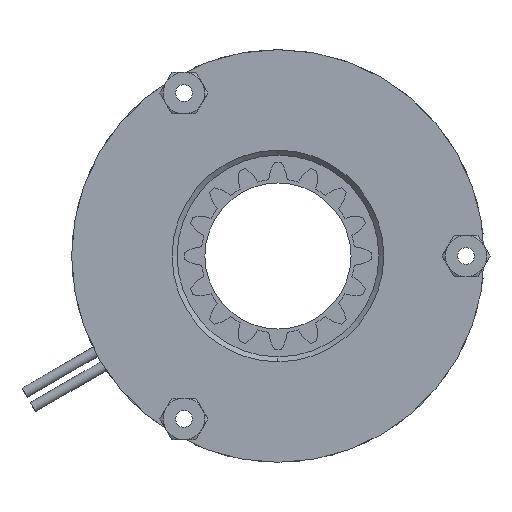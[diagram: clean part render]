
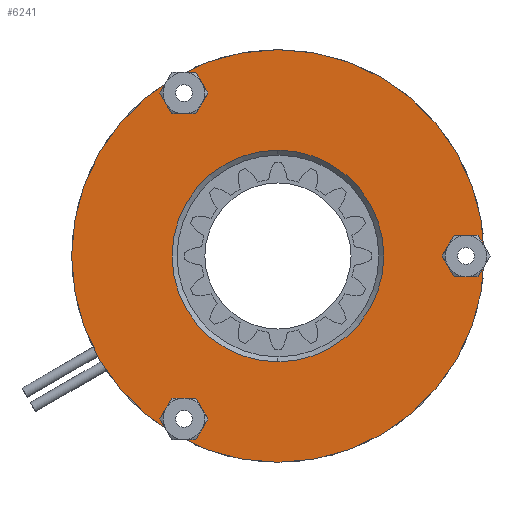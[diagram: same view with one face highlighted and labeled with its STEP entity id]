
A CAD part, left-side view. The second image highlights one B-rep face of the part: STEP entity #6241.
In plain terms, the highlighted planar face has unit normal (-1, 0, 0).
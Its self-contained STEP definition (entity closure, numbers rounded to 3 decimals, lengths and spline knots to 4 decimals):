
#138 = DIRECTION ( 'NONE',  ( 0., 0., -1. ) ) ;
#872 = EDGE_CURVE ( 'NONE', #21946, #26874, #26425, .T. ) ;
#2394 = DIRECTION ( 'NONE',  ( 1., 0., 0. ) ) ;
#2455 = CARTESIAN_POINT ( 'NONE',  ( -0.8355, 1.1325, -1.8003 ) ) ;
#3142 = CIRCLE ( 'NONE', #14332, 0.1612 ) ;
#3648 = EDGE_CURVE ( 'NONE', #26874, #21946, #23508, .T. ) ;
#3997 = CARTESIAN_POINT ( 'NONE',  ( -0.8355, 0., 0. ) ) ;
#5053 = FACE_BOUND ( 'NONE', #5285, .T. ) ;
#5285 = EDGE_LOOP ( 'NONE', ( #45747, #41847 ) ) ;
#5595 = ORIENTED_EDGE ( 'NONE', *, *, #17290, .F. ) ;
#5613 = CARTESIAN_POINT ( 'NONE',  ( -0.8355, 1.1325, -1.9615 ) ) ;
#6241 = ADVANCED_FACE ( 'NONE', ( #5053, #14542, #33581, #41965, #32449 ), #38028, .F. ) ;
#6386 = VERTEX_POINT ( 'NONE', #28009 ) ;
#7472 = VERTEX_POINT ( 'NONE', #20324 ) ;
#7569 = DIRECTION ( 'NONE',  ( 0., 0., -1. ) ) ;
#7579 = EDGE_CURVE ( 'NONE', #8935, #6386, #37416, .T. ) ;
#7600 = EDGE_LOOP ( 'NONE', ( #40636, #33627 ) ) ;
#7607 = EDGE_CURVE ( 'NONE', #8028, #7472, #20638, .T. ) ;
#7939 = CIRCLE ( 'NONE', #38319, 1.275 ) ;
#8028 = VERTEX_POINT ( 'NONE', #29021 ) ;
#8935 = VERTEX_POINT ( 'NONE', #2455 ) ;
#9178 = DIRECTION ( 'NONE',  ( 0., -0.866, -0.5 ) ) ;
#9783 = CARTESIAN_POINT ( 'NONE',  ( -0.8355, 0., 2.485 ) ) ;
#10014 = AXIS2_PLACEMENT_3D ( 'NONE', #10790, #35828, #14390 ) ;
#10375 = VERTEX_POINT ( 'NONE', #23184 ) ;
#10790 = CARTESIAN_POINT ( 'NONE',  ( -0.8355, 0., 0. ) ) ;
#11108 = EDGE_CURVE ( 'NONE', #7472, #8028, #3142, .T. ) ;
#11643 = CARTESIAN_POINT ( 'NONE',  ( -0.8355, -2.265, 0.1612 ) ) ;
#12419 = CIRCLE ( 'NONE', #43942, 0.1612 ) ;
#12944 = DIRECTION ( 'NONE',  ( 1., 0., 0. ) ) ;
#14332 = AXIS2_PLACEMENT_3D ( 'NONE', #34381, #12944, #37960 ) ;
#14390 = DIRECTION ( 'NONE',  ( 0., 0., -1. ) ) ;
#14542 = FACE_BOUND ( 'NONE', #37691, .T. ) ;
#16327 = DIRECTION ( 'NONE',  ( 1., 0., 0. ) ) ;
#16397 = DIRECTION ( 'NONE',  ( 1., 0., 0. ) ) ;
#17290 = EDGE_CURVE ( 'NONE', #10375, #44408, #36278, .T. ) ;
#17671 = ORIENTED_EDGE ( 'NONE', *, *, #41420, .F. ) ;
#18187 = AXIS2_PLACEMENT_3D ( 'NONE', #19982, #45005, #23579 ) ;
#18469 = CIRCLE ( 'NONE', #34358, 0.1613 ) ;
#19004 = DIRECTION ( 'NONE',  ( 1., 0., 0. ) ) ;
#19034 = ORIENTED_EDGE ( 'NONE', *, *, #32796, .T. ) ;
#19057 = CARTESIAN_POINT ( 'NONE',  ( -0.8355, 0., 0. ) ) ;
#19838 = EDGE_CURVE ( 'NONE', #6386, #8935, #18469, .T. ) ;
#19982 = CARTESIAN_POINT ( 'NONE',  ( -0.8355, 1.1325, 1.9615 ) ) ;
#20324 = CARTESIAN_POINT ( 'NONE',  ( -0.8355, 1.1325, 1.8003 ) ) ;
#20461 = ORIENTED_EDGE ( 'NONE', *, *, #19838, .T. ) ;
#20569 = AXIS2_PLACEMENT_3D ( 'NONE', #5613, #30602, #9178 ) ;
#20638 = CIRCLE ( 'NONE', #18187, 0.1612 ) ;
#21541 = DIRECTION ( 'NONE',  ( -1., 0., 0. ) ) ;
#21946 = VERTEX_POINT ( 'NONE', #9783 ) ;
#22652 = DIRECTION ( 'NONE',  ( 0., 0., -1. ) ) ;
#22924 = VERTEX_POINT ( 'NONE', #41455 ) ;
#23184 = CARTESIAN_POINT ( 'NONE',  ( -0.8355, 0., -1.275 ) ) ;
#23508 = CIRCLE ( 'NONE', #45229, 2.485 ) ;
#23579 = DIRECTION ( 'NONE',  ( 0., 0.866, -0.5 ) ) ;
#23813 = CARTESIAN_POINT ( 'NONE',  ( -0.8355, -1.275, 0. ) ) ;
#24037 = EDGE_LOOP ( 'NONE', ( #19034, #42782 ) ) ;
#26425 = CIRCLE ( 'NONE', #32903, 2.485 ) ;
#26874 = VERTEX_POINT ( 'NONE', #39517 ) ;
#27396 = DIRECTION ( 'NONE',  ( 0., 0., 1. ) ) ;
#28009 = CARTESIAN_POINT ( 'NONE',  ( -0.8355, 1.1325, -2.1228 ) ) ;
#28982 = DIRECTION ( 'NONE',  ( -1., 0., 0. ) ) ;
#29021 = CARTESIAN_POINT ( 'NONE',  ( -0.8355, 1.1325, 2.1228 ) ) ;
#30087 = EDGE_LOOP ( 'NONE', ( #5595, #17671 ) ) ;
#30602 = DIRECTION ( 'NONE',  ( 1., 0., 0. ) ) ;
#31127 = EDGE_CURVE ( 'NONE', #22924, #39885, #33699, .T. ) ;
#32449 = FACE_OUTER_BOUND ( 'NONE', #7600, .T. ) ;
#32796 = EDGE_CURVE ( 'NONE', #39885, #22924, #12419, .T. ) ;
#32903 = AXIS2_PLACEMENT_3D ( 'NONE', #19057, #44091, #22652 ) ;
#33581 = FACE_BOUND ( 'NONE', #24037, .T. ) ;
#33627 = ORIENTED_EDGE ( 'NONE', *, *, #872, .T. ) ;
#33699 = CIRCLE ( 'NONE', #36992, 0.1612 ) ;
#34358 = AXIS2_PLACEMENT_3D ( 'NONE', #37744, #16327, #41352 ) ;
#34381 = CARTESIAN_POINT ( 'NONE',  ( -0.8355, 1.1325, 1.9615 ) ) ;
#34383 = ORIENTED_EDGE ( 'NONE', *, *, #7579, .T. ) ;
#34621 = CARTESIAN_POINT ( 'NONE',  ( -0.8355, 0., 1.275 ) ) ;
#35828 = DIRECTION ( 'NONE',  ( -1., 0., 0. ) ) ;
#36278 = CIRCLE ( 'NONE', #10014, 1.275 ) ;
#36992 = AXIS2_PLACEMENT_3D ( 'NONE', #40416, #19004, #44042 ) ;
#37416 = CIRCLE ( 'NONE', #20569, 0.1613 ) ;
#37613 = AXIS2_PLACEMENT_3D ( 'NONE', #23813, #2394, #27396 ) ;
#37691 = EDGE_LOOP ( 'NONE', ( #34383, #20461 ) ) ;
#37744 = CARTESIAN_POINT ( 'NONE',  ( -0.8355, 1.1325, -1.9615 ) ) ;
#37816 = CARTESIAN_POINT ( 'NONE',  ( -0.8355, -2.265, 0. ) ) ;
#37960 = DIRECTION ( 'NONE',  ( 0., 0.866, -0.5 ) ) ;
#38028 = PLANE ( 'NONE',  #37613 ) ;
#38319 = AXIS2_PLACEMENT_3D ( 'NONE', #3997, #28982, #7569 ) ;
#39517 = CARTESIAN_POINT ( 'NONE',  ( -0.8355, 0., -2.485 ) ) ;
#39885 = VERTEX_POINT ( 'NONE', #11643 ) ;
#40416 = CARTESIAN_POINT ( 'NONE',  ( -0.8355, -2.265, 0. ) ) ;
#40636 = ORIENTED_EDGE ( 'NONE', *, *, #3648, .T. ) ;
#41352 = DIRECTION ( 'NONE',  ( 0., -0.866, -0.5 ) ) ;
#41420 = EDGE_CURVE ( 'NONE', #44408, #10375, #7939, .T. ) ;
#41430 = DIRECTION ( 'NONE',  ( 0., 0., 1. ) ) ;
#41455 = CARTESIAN_POINT ( 'NONE',  ( -0.8355, -2.265, -0.1612 ) ) ;
#41847 = ORIENTED_EDGE ( 'NONE', *, *, #11108, .T. ) ;
#41965 = FACE_BOUND ( 'NONE', #30087, .T. ) ;
#42782 = ORIENTED_EDGE ( 'NONE', *, *, #31127, .T. ) ;
#42978 = CARTESIAN_POINT ( 'NONE',  ( -0.8355, 0., 0. ) ) ;
#43942 = AXIS2_PLACEMENT_3D ( 'NONE', #37816, #16397, #41430 ) ;
#44042 = DIRECTION ( 'NONE',  ( 0., 0., 1. ) ) ;
#44091 = DIRECTION ( 'NONE',  ( -1., 0., 0. ) ) ;
#44408 = VERTEX_POINT ( 'NONE', #34621 ) ;
#45005 = DIRECTION ( 'NONE',  ( 1., 0., 0. ) ) ;
#45229 = AXIS2_PLACEMENT_3D ( 'NONE', #42978, #21541, #138 ) ;
#45747 = ORIENTED_EDGE ( 'NONE', *, *, #7607, .T. ) ;
